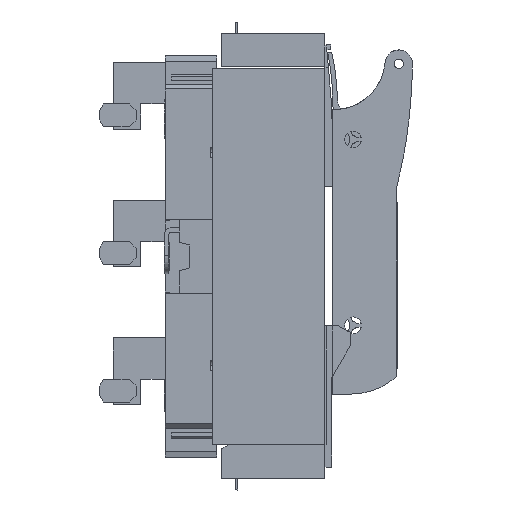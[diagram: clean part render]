
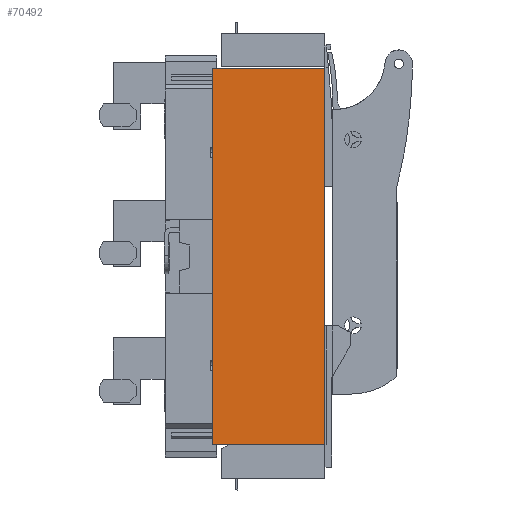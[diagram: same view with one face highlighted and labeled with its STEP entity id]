
A CAD part, left-side view. The second image highlights one B-rep face of the part: STEP entity #70492.
In plain terms, the highlighted planar face has unit normal (-1, 0, 0).
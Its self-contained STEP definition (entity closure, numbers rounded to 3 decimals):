
#70479=AXIS2_PLACEMENT_3D('Plane Axis2P3D',#70476,#70477,#70478) ;
#61824=CARTESIAN_POINT('Vertex',(-52.9,-21.1,75.5)) ;
#61827=CARTESIAN_POINT('Line Origine',(-52.9,-45.55,75.5)) ;
#61831=CARTESIAN_POINT('Vertex',(-52.9,-70.,75.5)) ;
#61855=CARTESIAN_POINT('Line Origine',(-52.9,-70.,-6.5)) ;
#61859=CARTESIAN_POINT('Vertex',(-52.9,-70.,-88.5)) ;
#61883=CARTESIAN_POINT('Line Origine',(-52.9,-45.55,-88.5)) ;
#61887=CARTESIAN_POINT('Vertex',(-52.9,-21.1,-88.5)) ;
#70476=CARTESIAN_POINT('Axis2P3D Location',(-52.9,-21.1,-6.5)) ;
#70481=CARTESIAN_POINT('Line Origine',(-52.9,-21.1,-6.5)) ;
#61828=DIRECTION('Vector Direction',(0.,-1.,0.)) ;
#61856=DIRECTION('Vector Direction',(0.,0.,-1.)) ;
#61884=DIRECTION('Vector Direction',(0.,-1.,0.)) ;
#70477=DIRECTION('Axis2P3D Direction',(-1.,0.,0.)) ;
#70478=DIRECTION('Axis2P3D XDirection',(0.,-1.,0.)) ;
#70482=DIRECTION('Vector Direction',(0.,0.,1.)) ;
#61829=VECTOR('Line Direction',#61828,1.) ;
#61857=VECTOR('Line Direction',#61856,1.) ;
#61885=VECTOR('Line Direction',#61884,1.) ;
#70483=VECTOR('Line Direction',#70482,1.) ;
#70487=ORIENTED_EDGE('',*,*,#61889,.T.) ;
#70488=ORIENTED_EDGE('',*,*,#61861,.F.) ;
#70489=ORIENTED_EDGE('',*,*,#61833,.F.) ;
#70490=ORIENTED_EDGE('',*,*,#70485,.T.) ;
#70492=ADVANCED_FACE('T0582_03_KETO-00-3_60_Ao-und-Au_34178_L_Trennergeh-Gr00-3-SST',(#70491),#70480,.T.) ;
#61833=EDGE_CURVE('',#61825,#61832,#61830,.T.) ;
#61861=EDGE_CURVE('',#61832,#61860,#61858,.T.) ;
#61889=EDGE_CURVE('',#61888,#61860,#61886,.T.) ;
#70485=EDGE_CURVE('',#61825,#61888,#70484,.F.) ;
#70486=EDGE_LOOP('',(#70487,#70488,#70489,#70490)) ;
#70491=FACE_OUTER_BOUND('',#70486,.T.) ;
#61830=LINE('Line',#61827,#61829) ;
#61858=LINE('Line',#61855,#61857) ;
#61886=LINE('Line',#61883,#61885) ;
#70484=LINE('Line',#70481,#70483) ;
#70480=PLANE('Plane',#70479) ;
#61825=VERTEX_POINT('',#61824) ;
#61832=VERTEX_POINT('',#61831) ;
#61860=VERTEX_POINT('',#61859) ;
#61888=VERTEX_POINT('',#61887) ;
